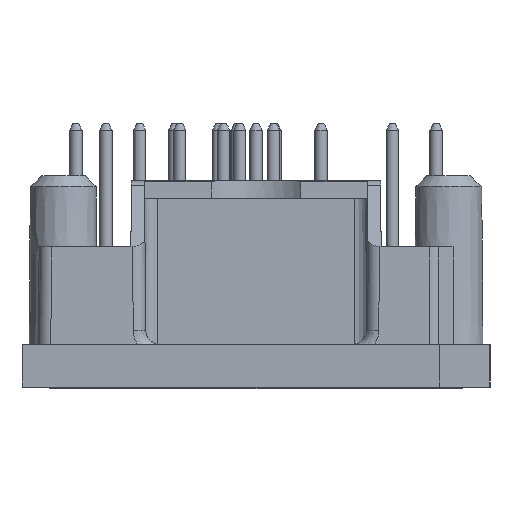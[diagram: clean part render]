
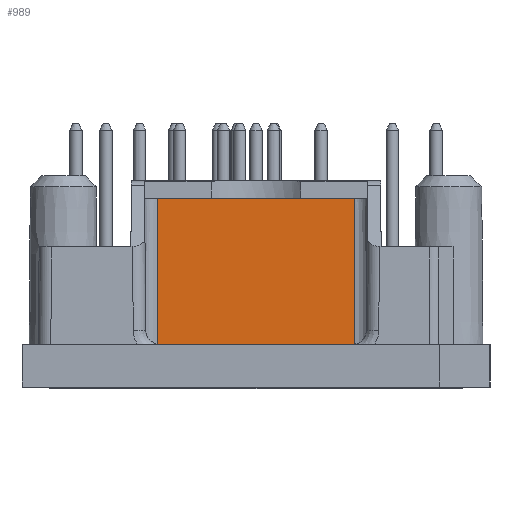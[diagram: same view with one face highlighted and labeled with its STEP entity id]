
A CAD part, left-side view. The second image highlights one B-rep face of the part: STEP entity #989.
In plain terms, the highlighted planar face has unit normal (-1, 0, -0.009).
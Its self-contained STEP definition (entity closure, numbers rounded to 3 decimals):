
#989 = ADVANCED_FACE( '', ( #2331 ), #2332, .T. );
#2331 = FACE_OUTER_BOUND( '', #4278, .T. );
#2332 = PLANE( '', #4279 );
#4278 = EDGE_LOOP( '', ( #6901, #6902, #6903, #6904 ) );
#4279 = AXIS2_PLACEMENT_3D( '', #6905, #6906, #6907 );
#6901 = ORIENTED_EDGE( '', *, *, #9308, .T. );
#6902 = ORIENTED_EDGE( '', *, *, #9309, .T. );
#6903 = ORIENTED_EDGE( '', *, *, #8710, .T. );
#6904 = ORIENTED_EDGE( '', *, *, #9310, .F. );
#6905 = CARTESIAN_POINT( '', ( -30.148, 0., 16.5 ) );
#6906 = DIRECTION( '', ( -1., 0., -0.009 ) );
#6907 = DIRECTION( '', ( -0.009, 0., 1. ) );
#8710 = EDGE_CURVE( '', #9994, #9992, #9995, .F. );
#9308 = EDGE_CURVE( '', #10931, #10932, #10933, .F. );
#9309 = EDGE_CURVE( '', #10932, #9994, #10934, .T. );
#9310 = EDGE_CURVE( '', #10931, #9992, #10935, .T. );
#9992 = VERTEX_POINT( '', #11828 );
#9994 = VERTEX_POINT( '', #11830 );
#9995 = LINE( '', #11831, #11832 );
#10931 = VERTEX_POINT( '', #13066 );
#10932 = VERTEX_POINT( '', #13067 );
#10933 = LINE( '', #13068, #13069 );
#10934 = LINE( '', #13070, #13071 );
#10935 = LINE( '', #13072, #13073 );
#11828 = CARTESIAN_POINT( '', ( -30.136, 7.902, 15.1 ) );
#11830 = CARTESIAN_POINT( '', ( -30.136, -7.902, 15.1 ) );
#11831 = CARTESIAN_POINT( '', ( -30.136, 0., 15.1 ) );
#11832 = VECTOR( '', #13945, 1000. );
#13066 = CARTESIAN_POINT( '', ( -30.015, 7.902, 1.3 ) );
#13067 = CARTESIAN_POINT( '', ( -30.015, -7.902, 1.3 ) );
#13068 = CARTESIAN_POINT( '', ( -30.015, -18.2, 1.3 ) );
#13069 = VECTOR( '', #14749, 1000. );
#13070 = CARTESIAN_POINT( '', ( -30.148, -7.902, 16.5 ) );
#13071 = VECTOR( '', #14750, 1000. );
#13072 = CARTESIAN_POINT( '', ( -30.148, 7.902, 16.5 ) );
#13073 = VECTOR( '', #14751, 1000. );
#13945 = DIRECTION( '', ( 0., -1., 0. ) );
#14749 = DIRECTION( '', ( 0., 1., 0. ) );
#14750 = DIRECTION( '', ( -0.009, 0., 1. ) );
#14751 = DIRECTION( '', ( -0.009, 0., 1. ) );
